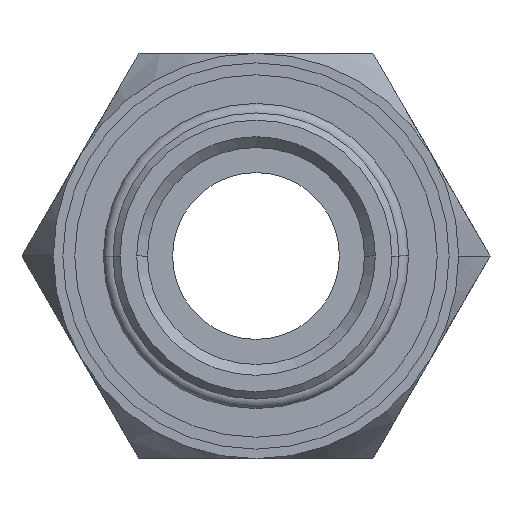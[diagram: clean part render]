
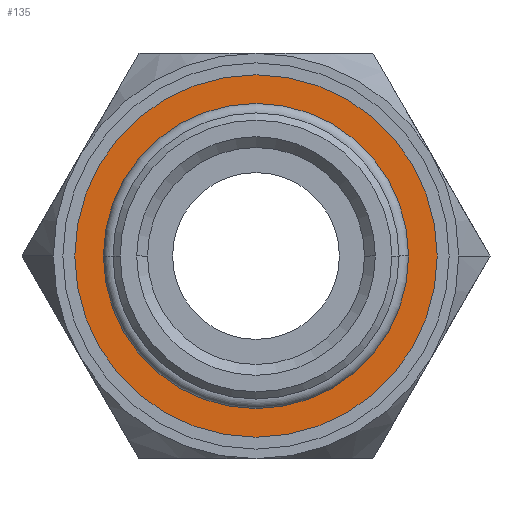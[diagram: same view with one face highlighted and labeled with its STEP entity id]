
A CAD part, front view. The second image highlights one B-rep face of the part: STEP entity #135.
In plain terms, the highlighted planar face has unit normal (0, -1, 0).
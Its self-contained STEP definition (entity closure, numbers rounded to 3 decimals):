
#135=ADVANCED_FACE('',(#298,#299),#300,.T.);
#298=FACE_OUTER_BOUND('',#487,.T.);
#299=FACE_BOUND('',#488,.T.);
#300=PLANE('',#489);
#487=EDGE_LOOP('',(#811,#812));
#488=EDGE_LOOP('',(#813,#814));
#489=AXIS2_PLACEMENT_3D('',#815,#816,#817);
#811=ORIENTED_EDGE('',*,*,#1157,.F.);
#812=ORIENTED_EDGE('',*,*,#1158,.F.);
#813=ORIENTED_EDGE('',*,*,#1115,.T.);
#814=ORIENTED_EDGE('',*,*,#1145,.T.);
#815=CARTESIAN_POINT('',(6.8,4.0,0.0));
#816=DIRECTION('',(-0.0,-1.0,-0.0));
#817=DIRECTION('',(-1.0,0.0,0.0));
#1115=EDGE_CURVE('',#1334,#1338,#1340,.T.);
#1145=EDGE_CURVE('',#1338,#1334,#1376,.T.);
#1157=EDGE_CURVE('',#1392,#1393,#1394,.T.);
#1158=EDGE_CURVE('',#1393,#1392,#1395,.T.);
#1334=VERTEX_POINT('',#1634);
#1338=VERTEX_POINT('',#1639);
#1340=CIRCLE('',#1642,6.0);
#1376=CIRCLE('',#1717,6.0);
#1392=VERTEX_POINT('',#1735);
#1393=VERTEX_POINT('',#1736);
#1394=CIRCLE('',#1737,7.6);
#1395=CIRCLE('',#1738,7.6);
#1634=CARTESIAN_POINT('',(6.0,4.0,0.0));
#1639=CARTESIAN_POINT('',(-6.0,4.0,0.));
#1642=AXIS2_PLACEMENT_3D('',#2002,#2003,#2004);
#1717=AXIS2_PLACEMENT_3D('',#2041,#2042,#2043);
#1735=CARTESIAN_POINT('',(7.6,4.0,0.0));
#1736=CARTESIAN_POINT('',(-7.6,4.0,0.));
#1737=AXIS2_PLACEMENT_3D('',#2058,#2059,#2060);
#1738=AXIS2_PLACEMENT_3D('',#2061,#2062,#2063);
#2002=CARTESIAN_POINT('',(0.0,4.0,0.0));
#2003=DIRECTION('',(-0.0,1.0,0.0));
#2004=DIRECTION('',(1.0,0.0,0.0));
#2041=CARTESIAN_POINT('',(0.0,4.0,0.0));
#2042=DIRECTION('',(-0.0,1.0,0.0));
#2043=DIRECTION('',(1.0,0.0,0.0));
#2058=CARTESIAN_POINT('',(0.0,4.0,0.0));
#2059=DIRECTION('',(-0.0,1.0,0.0));
#2060=DIRECTION('',(1.0,0.0,0.0));
#2061=CARTESIAN_POINT('',(0.0,4.0,0.0));
#2062=DIRECTION('',(-0.0,1.0,0.0));
#2063=DIRECTION('',(1.0,0.0,0.0));
